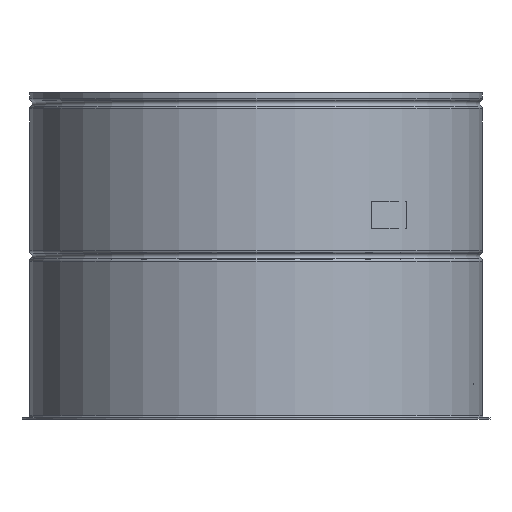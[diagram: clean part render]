
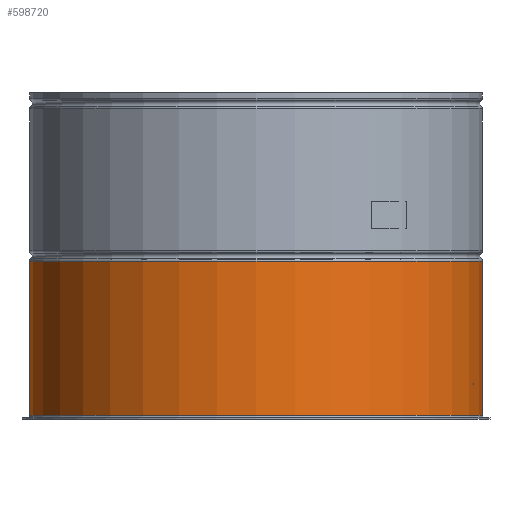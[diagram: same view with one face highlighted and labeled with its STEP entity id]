
A CAD part, front view. The second image highlights one B-rep face of the part: STEP entity #598720.
In plain terms, the highlighted cylindrical face has radius 208 mm (diameter 416 mm), a partial arc.
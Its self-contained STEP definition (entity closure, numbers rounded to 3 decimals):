
#565400=CARTESIAN_POINT('',(-21.173,0.,
0.));
#565410=DIRECTION('',(1.,0.,0.));
#565420=DIRECTION('',(0.,-0.866,
-0.5));
#565430=AXIS2_PLACEMENT_3D('',#565400,#565410,#565420);
#565440=CIRCLE('',#565430,208.);
#565470=CARTESIAN_POINT('',(-21.173,180.133,
104.));
#565480=VERTEX_POINT('',#565470);
#565510=CARTESIAN_POINT('',(-91.465,180.133,
104.));
#565520=DIRECTION('',(-1.,0.,0.));
#565530=VECTOR('',#565520,1.);
#565540=LINE('',#565510,#565530);
#565550=CARTESIAN_POINT('',(-162.8,180.133,
104.));
#565560=VERTEX_POINT('',#565550);
#565570=EDGE_CURVE('',#565480,#565560,#565540,.T.);
#565590=CARTESIAN_POINT('',(-162.8,0.,
0.));
#565600=DIRECTION('',(-1.,0.,0.));
#565610=DIRECTION('',(0.,0.866,
0.5));
#565620=AXIS2_PLACEMENT_3D('',#565590,#565600,#565610);
#565630=CIRCLE('',#565620,208.);
#565680=CARTESIAN_POINT('',(-162.8,-180.133,
-104.));
#565690=VERTEX_POINT('',#565680);
#565720=CARTESIAN_POINT('',(-91.465,-180.133,
-104.));
#565730=DIRECTION('',(-1.,0.,0.));
#565740=VECTOR('',#565730,1.);
#565750=LINE('',#565720,#565740);
#565760=CARTESIAN_POINT('',(-21.173,-180.133,
-104.));
#565770=VERTEX_POINT('',#565760);
#565780=EDGE_CURVE('',#565770,#565690,#565750,.T.);
#598590=CARTESIAN_POINT('',(-91.465,0.,
0.));
#598600=DIRECTION('',(-1.,0.,0.));
#598610=DIRECTION('',(0.,0.866,
0.5));
#598620=AXIS2_PLACEMENT_3D('',#598590,#598600,#598610);
#598630=CYLINDRICAL_SURFACE('',#598620,208.);
#598640=EDGE_CURVE('',#565480,#565770,#565440,.T.);
#598650=ORIENTED_EDGE('',*,*,#598640,.F.);
#598660=ORIENTED_EDGE('',*,*,#565780,.F.);
#598670=EDGE_CURVE('',#565690,#565560,#565630,.T.);
#598680=ORIENTED_EDGE('',*,*,#598670,.F.);
#598690=ORIENTED_EDGE('',*,*,#565570,.T.);
#598700=EDGE_LOOP('',(#598690,#598680,#598660,#598650));
#598710=FACE_OUTER_BOUND('',#598700,.T.);
#598720=ADVANCED_FACE('',(#598710),#598630,.T.);
